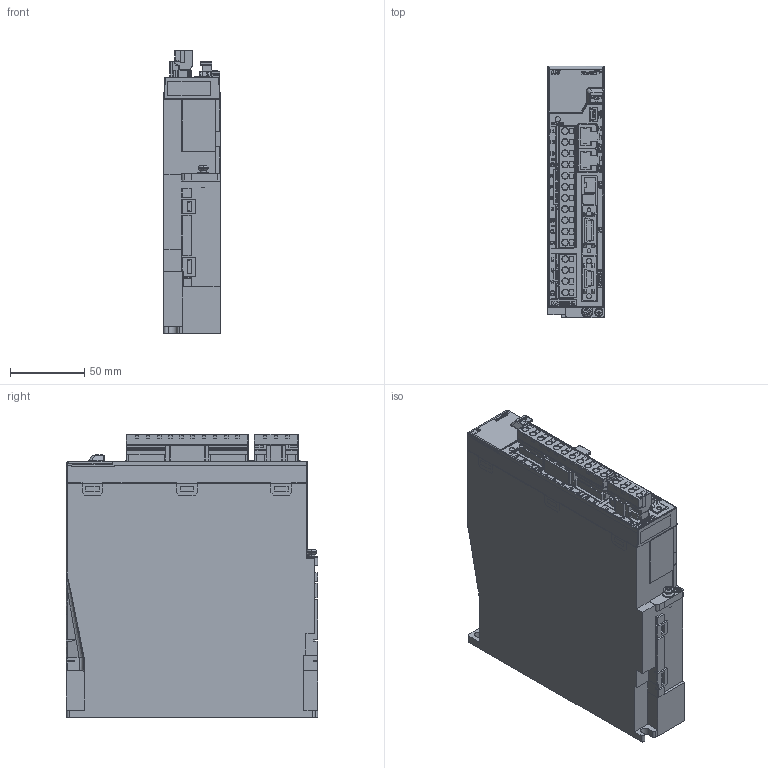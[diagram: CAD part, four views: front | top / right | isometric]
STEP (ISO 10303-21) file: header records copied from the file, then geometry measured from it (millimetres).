
FILE_DESCRIPTION (( 'STEP AP214' ), '1' );
FILE_NAME ('OUTLINE (iX7NHA004U) 30 faces broken 1 BODY Only 1B w 2cc srd1bDb 2 w NEWFACE BaCLIPS cmbB n TBs 2c fxt sr1.STEP', '2023-06-01T14:01:51', ( '' ), ( '' ), 'SwSTEP 2.0', 'SolidWorks 2021', '' );
FILE_SCHEMA (( 'AUTOMOTIVE_DESIGN' ));
Products named in the file (1): OUTLINE (iX7NHA004U) 30 faces broken 1 BODY Only 1B w 2cc srd1bDb 2 w NEWFACE BaCLIPS cmbB n TBs 2c fxt sr1
Bounding box: 38 x 169.12 x 190.48 mm (x, y, z)
Volume: 1072697.7 mm3; surface area: 120010.8 mm2
Topology: 6 solids, 10 shells, 4679 faces, 12795 edges, 8387 vertices
Faces by surface type: plane 3356, bspline 696, cylinder 550, cone 70, torus 6, sphere 1
Entity records: 183716 total; most frequent: CARTESIAN_POINT 72503, ORIENTED_EDGE 25564, DIRECTION 18488, EDGE_CURVE 12782, LINE 9406, VECTOR 9406, VERTEX_POINT 8387, EDGE_LOOP 4979
